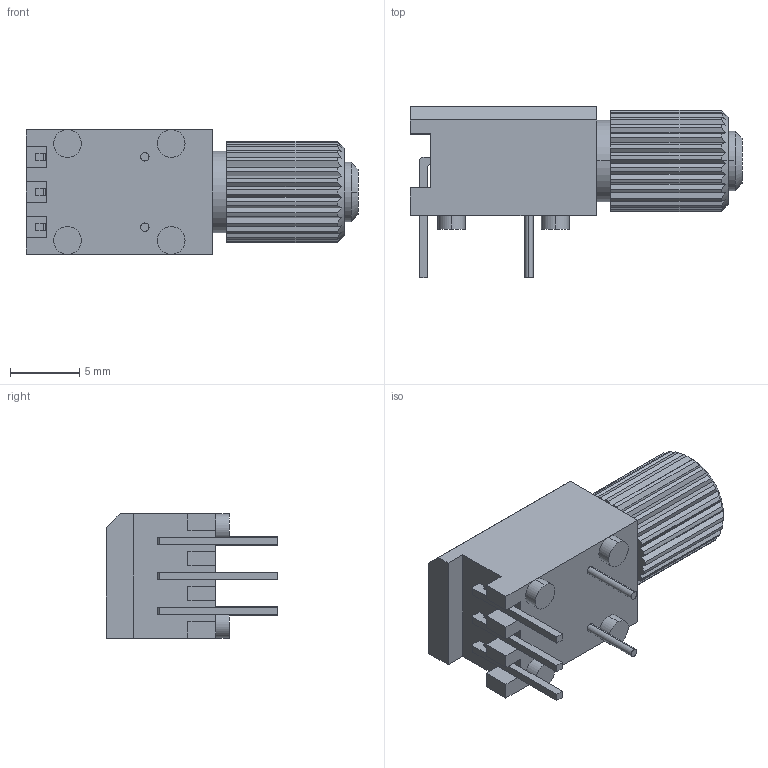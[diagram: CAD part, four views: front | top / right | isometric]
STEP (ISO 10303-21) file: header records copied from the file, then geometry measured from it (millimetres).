
FILE_DESCRIPTION (( 'STEP AP214' ), '1' );
FILE_NAME ('User Library-SFH551.STEP', '2020-09-04T07:01:23', ( '' ), ( '' ), 'SwSTEP 2.0', 'SolidWorks 2020', '' );
FILE_SCHEMA (( 'AUTOMOTIVE_DESIGN' ));
Length unit declared in the file: millimetre
Products named in the file (1): User Library-SFH551
Bounding box: 24 x 12.41 x 9 mm (x, y, z)
Volume: 1248.4 mm3; surface area: 1081.3 mm2
Topology: 1 solids, 1 shells, 309 faces, 853 edges, 566 vertices
Faces by surface type: plane 212, bspline 48, cylinder 45, cone 4
Entity records: 13113 total; most frequent: CARTESIAN_POINT 2517, ORIENTED_EDGE 1698, DIRECTION 1317, EDGE_CURVE 849, LINE 601, VECTOR 601, VERTEX_POINT 566, AXIS2_PLACEMENT_3D 358
